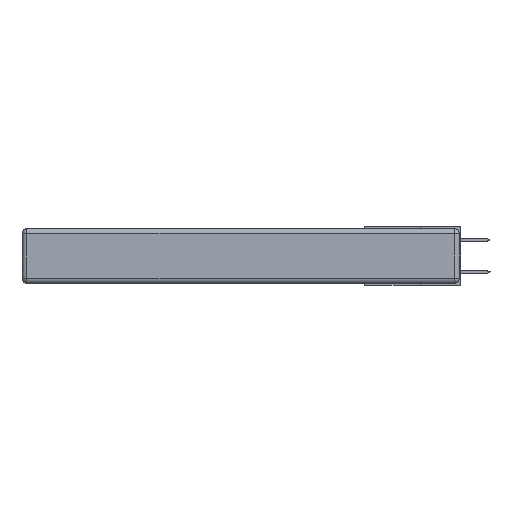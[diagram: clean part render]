
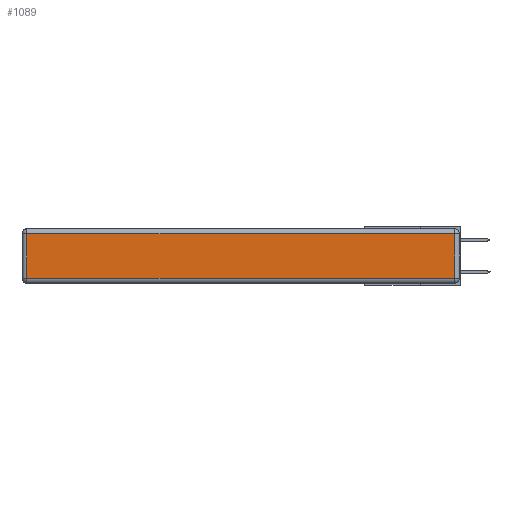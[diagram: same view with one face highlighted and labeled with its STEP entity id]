
A CAD part, left-side view. The second image highlights one B-rep face of the part: STEP entity #1089.
In plain terms, the highlighted planar face has unit normal (-1, 0, 0).
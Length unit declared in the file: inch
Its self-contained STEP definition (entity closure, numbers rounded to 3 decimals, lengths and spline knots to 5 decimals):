
#1089 = ADVANCED_FACE ( 'NONE', ( #21445 ), #6522, .T. ) ;
#1149 = AXIS2_PLACEMENT_3D ( 'NONE', #19205, #6964, #10802 ) ;
#2091 = DIRECTION ( 'NONE',  ( 0., 0., 1. ) ) ;
#2495 = DIRECTION ( 'NONE',  ( 0., 1., 0. ) ) ;
#2580 = DIRECTION ( 'NONE',  ( 0., -1., 0. ) ) ;
#2743 = VECTOR ( 'NONE', #2495, 39.37008 ) ;
#2958 = CARTESIAN_POINT ( 'NONE',  ( 0., 2.72, -0.03 ) ) ;
#3315 = DIRECTION ( 'NONE',  ( 0., 0., -1. ) ) ;
#3668 = VECTOR ( 'NONE', #3315, 39.37008 ) ;
#4813 = EDGE_CURVE ( 'NONE', #22205, #18088, #16197, .T. ) ;
#6522 = PLANE ( 'NONE',  #1149 ) ;
#6964 = DIRECTION ( 'NONE',  ( -1., 0., 0. ) ) ;
#7589 = LINE ( 'NONE', #12503, #10854 ) ;
#8791 = CARTESIAN_POINT ( 'NONE',  ( 0., 2.75, -0.03 ) ) ;
#10802 = DIRECTION ( 'NONE',  ( 0., 0., 1. ) ) ;
#10854 = VECTOR ( 'NONE', #2091, 39.37008 ) ;
#11113 = LINE ( 'NONE', #23256, #23494 ) ;
#12503 = CARTESIAN_POINT ( 'NONE',  ( 0., 0.03, -0.343 ) ) ;
#14355 = EDGE_LOOP ( 'NONE', ( #22666, #20419, #18666, #20204 ) ) ;
#15840 = CARTESIAN_POINT ( 'NONE',  ( 0., 2.72, -0.343 ) ) ;
#16197 = LINE ( 'NONE', #8791, #2743 ) ;
#18088 = VERTEX_POINT ( 'NONE', #2958 ) ;
#18666 = ORIENTED_EDGE ( 'NONE', *, *, #4813, .T. ) ;
#19205 = CARTESIAN_POINT ( 'NONE',  ( 0., 0., -0.343 ) ) ;
#19395 = EDGE_CURVE ( 'NONE', #18088, #22920, #22530, .T. ) ;
#19430 = CARTESIAN_POINT ( 'NONE',  ( 0., 0.03, -0.03 ) ) ;
#19586 = CARTESIAN_POINT ( 'NONE',  ( 0., 2.72, -0.313 ) ) ;
#20204 = ORIENTED_EDGE ( 'NONE', *, *, #19395, .T. ) ;
#20419 = ORIENTED_EDGE ( 'NONE', *, *, #25105, .T. ) ;
#21445 = FACE_OUTER_BOUND ( 'NONE', #14355, .T. ) ;
#22205 = VERTEX_POINT ( 'NONE', #19430 ) ;
#22530 = LINE ( 'NONE', #15840, #3668 ) ;
#22666 = ORIENTED_EDGE ( 'NONE', *, *, #23472, .T. ) ;
#22920 = VERTEX_POINT ( 'NONE', #19586 ) ;
#23256 = CARTESIAN_POINT ( 'NONE',  ( 0., 0., -0.313 ) ) ;
#23472 = EDGE_CURVE ( 'NONE', #22920, #23855, #11113, .T. ) ;
#23494 = VECTOR ( 'NONE', #2580, 39.37008 ) ;
#23855 = VERTEX_POINT ( 'NONE', #26907 ) ;
#25105 = EDGE_CURVE ( 'NONE', #23855, #22205, #7589, .T. ) ;
#26907 = CARTESIAN_POINT ( 'NONE',  ( 0., 0.03, -0.313 ) ) ;
